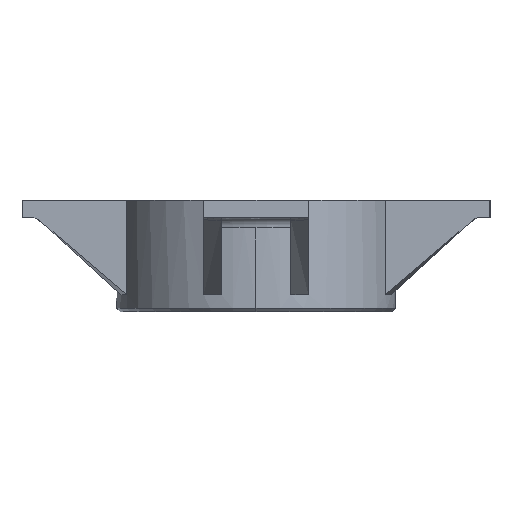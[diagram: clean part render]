
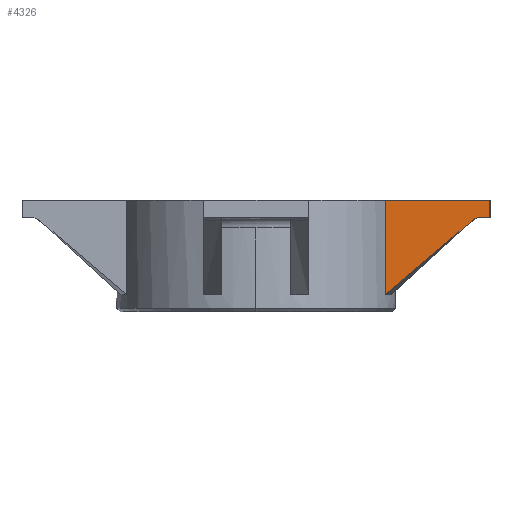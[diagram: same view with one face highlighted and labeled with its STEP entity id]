
A CAD part, left-side view. The second image highlights one B-rep face of the part: STEP entity #4326.
In plain terms, the highlighted planar face has unit normal (-1, 0, 0).
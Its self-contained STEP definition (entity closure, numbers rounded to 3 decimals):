
#10 = AXIS2_PLACEMENT_3D ( 'NONE', #1209, #192, #1124 ) ;
#172 = CARTESIAN_POINT ( 'NONE',  ( -15., -37.081, 32.846 ) ) ;
#192 = DIRECTION ( 'NONE',  ( -1., 0., 0. ) ) ;
#199 = VERTEX_POINT ( 'NONE', #1510 ) ;
#224 = EDGE_LOOP ( 'NONE', ( #2583, #3560, #1443, #3942, #3775, #499 ) ) ;
#276 = DIRECTION ( 'NONE',  ( 0., 0., 1. ) ) ;
#299 = CARTESIAN_POINT ( 'NONE',  ( -15., -63.484, 27.768 ) ) ;
#320 = CARTESIAN_POINT ( 'NONE',  ( -15., -63.315, 27.722 ) ) ;
#325 = EDGE_CURVE ( 'NONE', #894, #822, #3391, .T. ) ;
#486 = CARTESIAN_POINT ( 'NONE',  ( -15., -37.081, 5.746 ) ) ;
#499 = ORIENTED_EDGE ( 'NONE', *, *, #780, .T. ) ;
#693 = CARTESIAN_POINT ( 'NONE',  ( -15., -62.241, 27.131 ) ) ;
#780 = EDGE_CURVE ( 'NONE', #199, #3214, #4323, .T. ) ;
#788 = EDGE_CURVE ( 'NONE', #894, #1106, #2686, .T. ) ;
#809 = VECTOR ( 'NONE', #3686, 1000. ) ;
#822 = VERTEX_POINT ( 'NONE', #2401 ) ;
#894 = VERTEX_POINT ( 'NONE', #693 ) ;
#949 = CARTESIAN_POINT ( 'NONE',  ( -15., -67.081, 27.846 ) ) ;
#994 = DIRECTION ( 'NONE',  ( 0., 0.762, -0.648 ) ) ;
#1000 = CARTESIAN_POINT ( 'NONE',  ( -15., -62.984, 27.601 ) ) ;
#1106 = VERTEX_POINT ( 'NONE', #486 ) ;
#1124 = DIRECTION ( 'NONE',  ( 0., -1., 0. ) ) ;
#1133 = EDGE_CURVE ( 'NONE', #2909, #3214, #2353, .T. ) ;
#1209 = CARTESIAN_POINT ( 'NONE',  ( -15., -37.081, 27.846 ) ) ;
#1443 = ORIENTED_EDGE ( 'NONE', *, *, #788, .F. ) ;
#1450 = EDGE_CURVE ( 'NONE', #1106, #2909, #3609, .T. ) ;
#1482 = PLANE ( 'NONE',  #10 ) ;
#1504 = FACE_OUTER_BOUND ( 'NONE', #224, .T. ) ;
#1510 = CARTESIAN_POINT ( 'NONE',  ( -15., -67.081, 27.846 ) ) ;
#1546 = VECTOR ( 'NONE', #276, 1000. ) ;
#1614 = DIRECTION ( 'NONE',  ( 0., 0., 1. ) ) ;
#1670 = CARTESIAN_POINT ( 'NONE',  ( -15., -62.52, 27.348 ) ) ;
#1827 = VECTOR ( 'NONE', #1614, 1000. ) ;
#1999 = CARTESIAN_POINT ( 'NONE',  ( -15., -67.081, 32.846 ) ) ;
#2162 = LINE ( 'NONE', #3474, #2563 ) ;
#2353 = LINE ( 'NONE', #3356, #809 ) ;
#2401 = CARTESIAN_POINT ( 'NONE',  ( -15., -64.184, 27.846 ) ) ;
#2494 = DIRECTION ( 'NONE',  ( 0., -1., 0. ) ) ;
#2563 = VECTOR ( 'NONE', #2494, 1000. ) ;
#2583 = ORIENTED_EDGE ( 'NONE', *, *, #1133, .F. ) ;
#2686 = LINE ( 'NONE', #4047, #3468 ) ;
#2692 = CARTESIAN_POINT ( 'NONE',  ( -15., -62.823, 27.525 ) ) ;
#2736 = CARTESIAN_POINT ( 'NONE',  ( -15., -63.829, 27.83 ) ) ;
#2909 = VERTEX_POINT ( 'NONE', #172 ) ;
#2912 = EDGE_CURVE ( 'NONE', #822, #199, #2162, .T. ) ;
#2985 = CARTESIAN_POINT ( 'NONE',  ( -15., -64.006, 27.846 ) ) ;
#3214 = VERTEX_POINT ( 'NONE', #1999 ) ;
#3262 = CARTESIAN_POINT ( 'NONE',  ( -15., -37.081, 27.846 ) ) ;
#3356 = CARTESIAN_POINT ( 'NONE',  ( -15., -37.081, 32.846 ) ) ;
#3365 = CARTESIAN_POINT ( 'NONE',  ( -15., -62.241, 27.131 ) ) ;
#3391 = B_SPLINE_CURVE_WITH_KNOTS ( 'NONE', 3,
 ( #3365, #3647, #1670, #2692, #1000, #320, #299, #2736, #2985, #3715 ),
 .UNSPECIFIED., .F., .F.,
 ( 4, 2, 2, 2, 4 ),
 ( 0., 0.001, 0.001, 0.002, 0.002 ),
 .UNSPECIFIED. ) ;
#3468 = VECTOR ( 'NONE', #994, 1000. ) ;
#3474 = CARTESIAN_POINT ( 'NONE',  ( -15., -37.081, 27.846 ) ) ;
#3560 = ORIENTED_EDGE ( 'NONE', *, *, #1450, .F. ) ;
#3609 = LINE ( 'NONE', #3262, #1827 ) ;
#3647 = CARTESIAN_POINT ( 'NONE',  ( -15., -62.376, 27.246 ) ) ;
#3686 = DIRECTION ( 'NONE',  ( 0., -1., 0. ) ) ;
#3715 = CARTESIAN_POINT ( 'NONE',  ( -15., -64.184, 27.846 ) ) ;
#3775 = ORIENTED_EDGE ( 'NONE', *, *, #2912, .T. ) ;
#3942 = ORIENTED_EDGE ( 'NONE', *, *, #325, .T. ) ;
#4047 = CARTESIAN_POINT ( 'NONE',  ( -15., -50.081, 16.796 ) ) ;
#4323 = LINE ( 'NONE', #949, #1546 ) ;
#4326 = ADVANCED_FACE ( 'NONE', ( #1504 ), #1482, .T. ) ;
